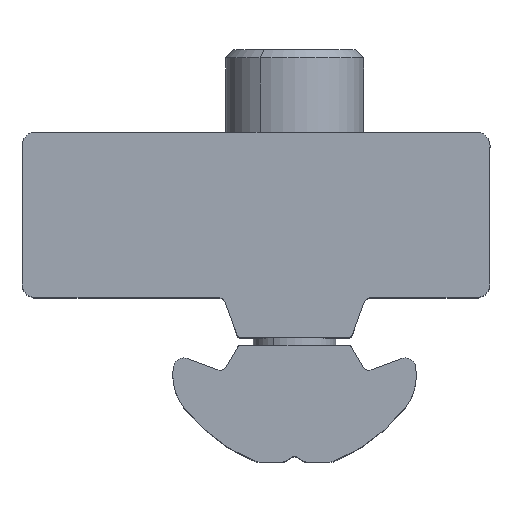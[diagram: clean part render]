
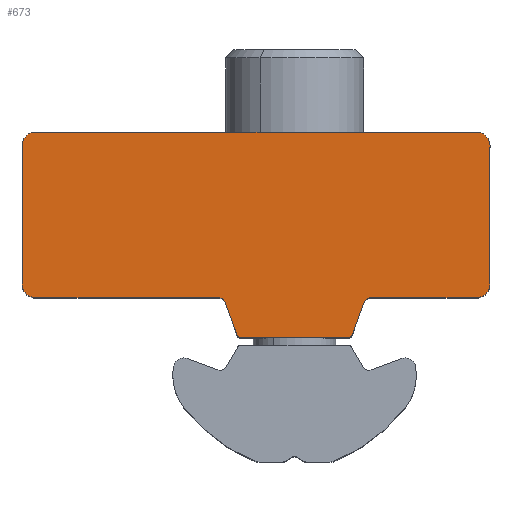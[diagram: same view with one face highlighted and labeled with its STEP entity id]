
A CAD part, top view. The second image highlights one B-rep face of the part: STEP entity #673.
In plain terms, the highlighted planar face has unit normal (0, 0, 1).
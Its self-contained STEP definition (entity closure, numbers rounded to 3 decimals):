
#19 = CARTESIAN_POINT ( 'NONE',  ( -101.482, 31.696, 7.5 ) ) ;
#34 = VERTEX_POINT ( 'NONE', #920 ) ;
#43 = AXIS2_PLACEMENT_3D ( 'NONE', #3094, #2856, #1667 ) ;
#54 = CARTESIAN_POINT ( 'NONE',  ( -77.7, 31.367, 7.5 ) ) ;
#55 = CARTESIAN_POINT ( 'NONE',  ( -101.482, 43.696, 7.5 ) ) ;
#71 = EDGE_CURVE ( 'NONE', #2693, #34, #2807, .T. ) ;
#74 = DIRECTION ( 'NONE',  ( 0., 0., 1. ) ) ;
#82 = VERTEX_POINT ( 'NONE', #982 ) ;
#84 = DIRECTION ( 'NONE',  ( -1., 0., 0. ) ) ;
#149 = CARTESIAN_POINT ( 'NONE',  ( -78.576, 28.96, 7.5 ) ) ;
#150 = ORIENTED_EDGE ( 'NONE', *, *, #598, .T. ) ;
#217 = AXIS2_PLACEMENT_3D ( 'NONE', #675, #2100, #3093 ) ;
#218 = VECTOR ( 'NONE', #2024, 1000. ) ;
#239 = AXIS2_PLACEMENT_3D ( 'NONE', #590, #1270, #2494 ) ;
#265 = LINE ( 'NONE', #286, #267 ) ;
#267 = VECTOR ( 'NONE', #1916, 1000. ) ;
#286 = CARTESIAN_POINT ( 'NONE',  ( -87.761, 31.367, 7.5 ) ) ;
#299 = CARTESIAN_POINT ( 'NONE',  ( -69.57, 32.696, 7.5 ) ) ;
#321 = FACE_OUTER_BOUND ( 'NONE', #2106, .T. ) ;
#399 = ORIENTED_EDGE ( 'NONE', *, *, #1866, .F. ) ;
#409 = ORIENTED_EDGE ( 'NONE', *, *, #2928, .T. ) ;
#421 = VECTOR ( 'NONE', #84, 1000. ) ;
#459 = VERTEX_POINT ( 'NONE', #19 ) ;
#461 = LINE ( 'NONE', #2599, #1720 ) ;
#475 = VERTEX_POINT ( 'NONE', #1706 ) ;
#547 = ORIENTED_EDGE ( 'NONE', *, *, #1694, .T. ) ;
#568 = AXIS2_PLACEMENT_3D ( 'NONE', #1129, #899, #2381 ) ;
#576 = VERTEX_POINT ( 'NONE', #1321 ) ;
#590 = CARTESIAN_POINT ( 'NONE',  ( -63.982, 32.696, 7.5 ) ) ;
#598 = EDGE_CURVE ( 'NONE', #576, #1056, #1775, .T. ) ;
#601 = VERTEX_POINT ( 'NONE', #1535 ) ;
#646 = CARTESIAN_POINT ( 'NONE',  ( -86.65, 28.796, 7.5 ) ) ;
#669 = CIRCLE ( 'NONE', #1207, 1. ) ;
#673 = ADVANCED_FACE ( 'NONE', ( #321 ), #2013, .T. ) ;
#675 = CARTESIAN_POINT ( 'NONE',  ( -101.482, 42.696, 7.5 ) ) ;
#744 = CARTESIAN_POINT ( 'NONE',  ( -77.23, 31.196, 7.5 ) ) ;
#779 = DIRECTION ( 'NONE',  ( 1., 0., 0. ) ) ;
#817 = ORIENTED_EDGE ( 'NONE', *, *, #2602, .F. ) ;
#830 = LINE ( 'NONE', #2057, #1103 ) ;
#868 = ORIENTED_EDGE ( 'NONE', *, *, #1097, .F. ) ;
#899 = DIRECTION ( 'NONE',  ( 0., 0., 1. ) ) ;
#920 = CARTESIAN_POINT ( 'NONE',  ( -86.65, 28.796, 7.5 ) ) ;
#930 = AXIS2_PLACEMENT_3D ( 'NONE', #1567, #2299, #1032 ) ;
#934 = CARTESIAN_POINT ( 'NONE',  ( -87.761, 31.367, 7.5 ) ) ;
#982 = CARTESIAN_POINT ( 'NONE',  ( -68.57, 42.696, 7.5 ) ) ;
#984 = ORIENTED_EDGE ( 'NONE', *, *, #1154, .T. ) ;
#1002 = DIRECTION ( 'NONE',  ( 0., 0., -1. ) ) ;
#1007 = LINE ( 'NONE', #1048, #1010 ) ;
#1008 = EDGE_CURVE ( 'NONE', #459, #576, #1633, .T. ) ;
#1010 = VECTOR ( 'NONE', #2190, 1000. ) ;
#1032 = DIRECTION ( 'NONE',  ( -1., 0., 0. ) ) ;
#1036 = CARTESIAN_POINT ( 'NONE',  ( -78.811, 29.046, 7.5 ) ) ;
#1039 = CARTESIAN_POINT ( 'NONE',  ( -77.23, 31.696, 7.5 ) ) ;
#1048 = CARTESIAN_POINT ( 'NONE',  ( -102.482, 42.696, 7.5 ) ) ;
#1056 = VERTEX_POINT ( 'NONE', #934 ) ;
#1097 = EDGE_CURVE ( 'NONE', #475, #82, #669, .T. ) ;
#1103 = VECTOR ( 'NONE', #2313, 1000. ) ;
#1129 = CARTESIAN_POINT ( 'NONE',  ( -101.482, 32.696, 7.5 ) ) ;
#1154 = EDGE_CURVE ( 'NONE', #2942, #2690, #2373, .T. ) ;
#1190 = ORIENTED_EDGE ( 'NONE', *, *, #2034, .T. ) ;
#1207 = AXIS2_PLACEMENT_3D ( 'NONE', #2484, #1246, #1988 ) ;
#1210 = CIRCLE ( 'NONE', #568, 1. ) ;
#1216 = EDGE_CURVE ( 'NONE', #601, #1467, #1007, .T. ) ;
#1246 = DIRECTION ( 'NONE',  ( 0., 0., -1. ) ) ;
#1270 = DIRECTION ( 'NONE',  ( 0., 0., 1. ) ) ;
#1286 = CARTESIAN_POINT ( 'NONE',  ( -69.57, 31.696, 7.5 ) ) ;
#1321 = CARTESIAN_POINT ( 'NONE',  ( -88.23, 31.696, 7.5 ) ) ;
#1331 = LINE ( 'NONE', #149, #2525 ) ;
#1357 = EDGE_CURVE ( 'NONE', #34, #2942, #2312, .T. ) ;
#1378 = AXIS2_PLACEMENT_3D ( 'NONE', #299, #1957, #779 ) ;
#1413 = CARTESIAN_POINT ( 'NONE',  ( -101.482, 31.696, 7.5 ) ) ;
#1417 = ORIENTED_EDGE ( 'NONE', *, *, #1357, .T. ) ;
#1467 = VERTEX_POINT ( 'NONE', #2526 ) ;
#1491 = CARTESIAN_POINT ( 'NONE',  ( -78.811, 28.796, 7.5 ) ) ;
#1493 = DIRECTION ( 'NONE',  ( 1., 0., 0. ) ) ;
#1504 = CARTESIAN_POINT ( 'NONE',  ( -78.576, 28.96, 7.5 ) ) ;
#1535 = CARTESIAN_POINT ( 'NONE',  ( -102.482, 42.696, 7.5 ) ) ;
#1567 = CARTESIAN_POINT ( 'NONE',  ( -88.23, 31.196, 7.5 ) ) ;
#1568 = CIRCLE ( 'NONE', #2844, 0.5 ) ;
#1633 = LINE ( 'NONE', #1413, #2543 ) ;
#1667 = DIRECTION ( 'NONE',  ( 1., 0., 0. ) ) ;
#1677 = DIRECTION ( 'NONE',  ( -1., 0., 0. ) ) ;
#1694 = EDGE_CURVE ( 'NONE', #1467, #459, #1210, .T. ) ;
#1703 = ORIENTED_EDGE ( 'NONE', *, *, #1900, .T. ) ;
#1706 = CARTESIAN_POINT ( 'NONE',  ( -69.57, 43.696, 7.5 ) ) ;
#1720 = VECTOR ( 'NONE', #2824, 1000. ) ;
#1763 = VERTEX_POINT ( 'NONE', #54 ) ;
#1775 = CIRCLE ( 'NONE', #930, 0.5 ) ;
#1803 = ORIENTED_EDGE ( 'NONE', *, *, #1008, .T. ) ;
#1866 = EDGE_CURVE ( 'NONE', #82, #2064, #830, .T. ) ;
#1877 = VERTEX_POINT ( 'NONE', #1039 ) ;
#1900 = EDGE_CURVE ( 'NONE', #2690, #1763, #1331, .T. ) ;
#1916 = DIRECTION ( 'NONE',  ( 0.342, -0.94, 0. ) ) ;
#1957 = DIRECTION ( 'NONE',  ( 0., 0., -1. ) ) ;
#1988 = DIRECTION ( 'NONE',  ( 1., 0., 0. ) ) ;
#1994 = EDGE_CURVE ( 'NONE', #3019, #601, #2783, .T. ) ;
#2013 = PLANE ( 'NONE',  #239 ) ;
#2024 = DIRECTION ( 'NONE',  ( 1., 0., 0. ) ) ;
#2034 = EDGE_CURVE ( 'NONE', #1056, #2693, #265, .T. ) ;
#2040 = DIRECTION ( 'NONE',  ( 0.342, 0.94, 0. ) ) ;
#2057 = CARTESIAN_POINT ( 'NONE',  ( -68.57, 42.696, 7.5 ) ) ;
#2064 = VERTEX_POINT ( 'NONE', #2416 ) ;
#2100 = DIRECTION ( 'NONE',  ( 0., 0., 1. ) ) ;
#2106 = EDGE_LOOP ( 'NONE', ( #817, #399, #868, #2905, #2978, #2814, #547, #1803, #150, #1190, #2577, #1417, #984, #1703, #409, #3115 ) ) ;
#2162 = AXIS2_PLACEMENT_3D ( 'NONE', #1036, #74, #1493 ) ;
#2190 = DIRECTION ( 'NONE',  ( 0., -1., 0. ) ) ;
#2213 = CARTESIAN_POINT ( 'NONE',  ( -101.482, 43.696, 7.5 ) ) ;
#2282 = LINE ( 'NONE', #2213, #421 ) ;
#2299 = DIRECTION ( 'NONE',  ( 0., 0., -1. ) ) ;
#2312 = LINE ( 'NONE', #646, #218 ) ;
#2313 = DIRECTION ( 'NONE',  ( 0., -1., 0. ) ) ;
#2373 = CIRCLE ( 'NONE', #2162, 0.25 ) ;
#2381 = DIRECTION ( 'NONE',  ( 1., 0., 0. ) ) ;
#2401 = EDGE_CURVE ( 'NONE', #1877, #3081, #461, .T. ) ;
#2416 = CARTESIAN_POINT ( 'NONE',  ( -68.57, 32.696, 7.5 ) ) ;
#2484 = CARTESIAN_POINT ( 'NONE',  ( -69.57, 42.696, 7.5 ) ) ;
#2494 = DIRECTION ( 'NONE',  ( 1., 0., 0. ) ) ;
#2525 = VECTOR ( 'NONE', #2040, 1000. ) ;
#2526 = CARTESIAN_POINT ( 'NONE',  ( -102.482, 32.696, 7.5 ) ) ;
#2543 = VECTOR ( 'NONE', #2916, 1000. ) ;
#2577 = ORIENTED_EDGE ( 'NONE', *, *, #71, .T. ) ;
#2599 = CARTESIAN_POINT ( 'NONE',  ( -77.23, 31.696, 7.5 ) ) ;
#2602 = EDGE_CURVE ( 'NONE', #2064, #3081, #2952, .T. ) ;
#2690 = VERTEX_POINT ( 'NONE', #1504 ) ;
#2693 = VERTEX_POINT ( 'NONE', #2723 ) ;
#2723 = CARTESIAN_POINT ( 'NONE',  ( -86.885, 28.96, 7.5 ) ) ;
#2783 = CIRCLE ( 'NONE', #217, 1. ) ;
#2807 = CIRCLE ( 'NONE', #43, 0.25 ) ;
#2814 = ORIENTED_EDGE ( 'NONE', *, *, #1216, .T. ) ;
#2824 = DIRECTION ( 'NONE',  ( 1., 0., 0. ) ) ;
#2844 = AXIS2_PLACEMENT_3D ( 'NONE', #744, #1002, #1677 ) ;
#2856 = DIRECTION ( 'NONE',  ( 0., 0., 1. ) ) ;
#2905 = ORIENTED_EDGE ( 'NONE', *, *, #3106, .T. ) ;
#2916 = DIRECTION ( 'NONE',  ( 1., 0., 0. ) ) ;
#2928 = EDGE_CURVE ( 'NONE', #1763, #1877, #1568, .T. ) ;
#2942 = VERTEX_POINT ( 'NONE', #1491 ) ;
#2952 = CIRCLE ( 'NONE', #1378, 1. ) ;
#2978 = ORIENTED_EDGE ( 'NONE', *, *, #1994, .T. ) ;
#3019 = VERTEX_POINT ( 'NONE', #55 ) ;
#3081 = VERTEX_POINT ( 'NONE', #1286 ) ;
#3093 = DIRECTION ( 'NONE',  ( 1., 0., 0. ) ) ;
#3094 = CARTESIAN_POINT ( 'NONE',  ( -86.65, 29.046, 7.5 ) ) ;
#3106 = EDGE_CURVE ( 'NONE', #475, #3019, #2282, .T. ) ;
#3115 = ORIENTED_EDGE ( 'NONE', *, *, #2401, .T. ) ;
